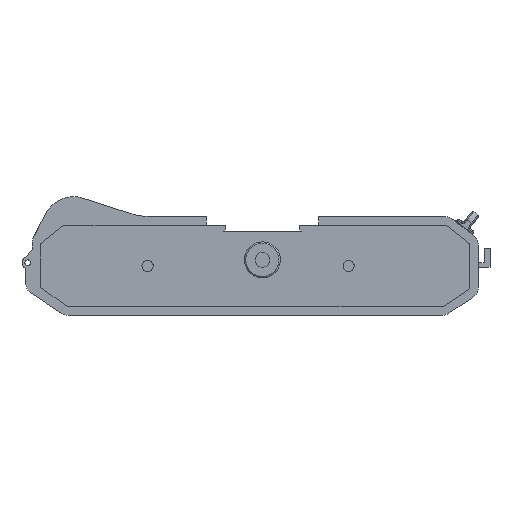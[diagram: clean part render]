
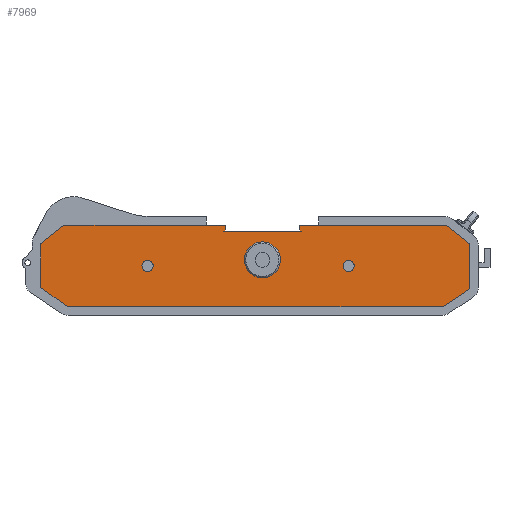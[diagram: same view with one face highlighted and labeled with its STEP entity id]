
A CAD part, front view. The second image highlights one B-rep face of the part: STEP entity #7969.
In plain terms, the highlighted planar face has unit normal (0, -1, 0).
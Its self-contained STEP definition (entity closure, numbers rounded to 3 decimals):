
#77=FACE_BOUND('',#1244,.T.);
#78=FACE_BOUND('',#1245,.T.);
#79=FACE_BOUND('',#1246,.T.);
#380=PLANE('',#8669);
#776=FACE_OUTER_BOUND('',#1243,.T.);
#1243=EDGE_LOOP('',(#6989,#6990,#6991,#6992,#6993,#6994,#6995,#6996,#6997,
#6998,#6999,#7000));
#1244=EDGE_LOOP('',(#7001));
#1245=EDGE_LOOP('',(#7002));
#1246=EDGE_LOOP('',(#7003));
#1546=CIRCLE('',#8534,1.94);
#1547=CIRCLE('',#8536,1.94);
#1600=CIRCLE('',#8670,6.25);
#2233=LINE('',#13719,#2968);
#2242=LINE('',#13749,#2977);
#2245=LINE('',#13755,#2980);
#2248=LINE('',#13761,#2983);
#2251=LINE('',#13767,#2986);
#2254=LINE('',#13773,#2989);
#2257=LINE('',#13779,#2992);
#2260=LINE('',#13785,#2995);
#2263=LINE('',#13791,#2998);
#2266=LINE('',#13797,#3001);
#2267=LINE('',#13799,#3002);
#2276=LINE('',#13903,#3011);
#2968=VECTOR('',#10478,10.);
#2977=VECTOR('',#10505,10.);
#2980=VECTOR('',#10510,10.);
#2983=VECTOR('',#10515,10.);
#2986=VECTOR('',#10520,10.);
#2989=VECTOR('',#10525,10.);
#2992=VECTOR('',#10530,10.);
#2995=VECTOR('',#10535,10.);
#2998=VECTOR('',#10540,10.);
#3001=VECTOR('',#10545,10.);
#3002=VECTOR('',#10548,10.);
#3011=VECTOR('',#10601,10.);
#3745=VERTEX_POINT('',#13406);
#3746=VERTEX_POINT('',#13410);
#3845=VERTEX_POINT('',#13715);
#3847=VERTEX_POINT('',#13718);
#3855=VERTEX_POINT('',#13739);
#3859=VERTEX_POINT('',#13747);
#3861=VERTEX_POINT('',#13753);
#3863=VERTEX_POINT('',#13759);
#3865=VERTEX_POINT('',#13765);
#3867=VERTEX_POINT('',#13771);
#3869=VERTEX_POINT('',#13777);
#3871=VERTEX_POINT('',#13783);
#3873=VERTEX_POINT('',#13789);
#3875=VERTEX_POINT('',#13795);
#3895=VERTEX_POINT('',#13940);
#4755=EDGE_CURVE('',#3745,#3745,#1546,.T.);
#4757=EDGE_CURVE('',#3746,#3746,#1547,.T.);
#4911=EDGE_CURVE('',#3847,#3845,#2233,.T.);
#4926=EDGE_CURVE('',#3855,#3859,#2242,.T.);
#4929=EDGE_CURVE('',#3859,#3861,#2245,.T.);
#4932=EDGE_CURVE('',#3861,#3863,#2248,.T.);
#4935=EDGE_CURVE('',#3863,#3865,#2251,.T.);
#4938=EDGE_CURVE('',#3865,#3867,#2254,.T.);
#4941=EDGE_CURVE('',#3867,#3869,#2257,.T.);
#4944=EDGE_CURVE('',#3869,#3871,#2260,.T.);
#4947=EDGE_CURVE('',#3871,#3873,#2263,.T.);
#4950=EDGE_CURVE('',#3873,#3875,#2266,.T.);
#4951=EDGE_CURVE('',#3875,#3847,#2267,.T.);
#4973=EDGE_CURVE('',#3845,#3855,#2276,.T.);
#4991=EDGE_CURVE('',#3895,#3895,#1600,.T.);
#6989=ORIENTED_EDGE('',*,*,#4941,.T.);
#6990=ORIENTED_EDGE('',*,*,#4944,.T.);
#6991=ORIENTED_EDGE('',*,*,#4947,.T.);
#6992=ORIENTED_EDGE('',*,*,#4950,.T.);
#6993=ORIENTED_EDGE('',*,*,#4951,.T.);
#6994=ORIENTED_EDGE('',*,*,#4911,.T.);
#6995=ORIENTED_EDGE('',*,*,#4973,.T.);
#6996=ORIENTED_EDGE('',*,*,#4926,.T.);
#6997=ORIENTED_EDGE('',*,*,#4929,.T.);
#6998=ORIENTED_EDGE('',*,*,#4932,.T.);
#6999=ORIENTED_EDGE('',*,*,#4935,.T.);
#7000=ORIENTED_EDGE('',*,*,#4938,.T.);
#7001=ORIENTED_EDGE('',*,*,#4755,.T.);
#7002=ORIENTED_EDGE('',*,*,#4757,.T.);
#7003=ORIENTED_EDGE('',*,*,#4991,.F.);
#7969=ADVANCED_FACE('',(#776,#77,#78,#79),#380,.T.);
#8534=AXIS2_PLACEMENT_3D('',#13407,#10185,#10186);
#8536=AXIS2_PLACEMENT_3D('',#13411,#10190,#10191);
#8669=AXIS2_PLACEMENT_3D('',#13939,#10635,#10636);
#8670=AXIS2_PLACEMENT_3D('',#13941,#10637,#10638);
#10185=DIRECTION('center_axis',(0.,1.,0.));
#10186=DIRECTION('ref_axis',(1.,0.,0.));
#10190=DIRECTION('center_axis',(0.,1.,0.));
#10191=DIRECTION('ref_axis',(1.,0.,0.));
#10478=DIRECTION('',(0.,0.,-1.));
#10505=DIRECTION('',(0.,0.,1.));
#10510=DIRECTION('',(-1.,0.,0.));
#10515=DIRECTION('',(-0.781,0.,-0.625));
#10520=DIRECTION('',(0.,0.,-1.));
#10525=DIRECTION('',(0.81,0.,-0.587));
#10530=DIRECTION('',(1.,0.,0.));
#10535=DIRECTION('',(0.832,0.,0.555));
#10540=DIRECTION('',(0.,0.,1.));
#10545=DIRECTION('',(-0.781,0.,0.625));
#10548=DIRECTION('',(-1.,0.,0.));
#10601=DIRECTION('',(-1.,0.,0.));
#10635=DIRECTION('center_axis',(0.,-1.,0.));
#10636=DIRECTION('ref_axis',(0.,0.,-1.));
#10637=DIRECTION('center_axis',(0.,-1.,0.));
#10638=DIRECTION('ref_axis',(1.,0.,0.));
#13406=CARTESIAN_POINT('',(27.961,-37.5,14.875));
#13407=CARTESIAN_POINT('Origin',(29.901,-37.5,14.875));
#13410=CARTESIAN_POINT('',(-41.841,-37.5,14.875));
#13411=CARTESIAN_POINT('Origin',(-39.901,-37.5,14.875));
#13715=CARTESIAN_POINT('',(12.879,-37.5,27.));
#13718=CARTESIAN_POINT('',(12.879,-37.5,29.));
#13719=CARTESIAN_POINT('',(12.879,-37.5,27.));
#13739=CARTESIAN_POINT('',(-12.879,-37.5,27.));
#13747=CARTESIAN_POINT('',(-12.879,-37.5,29.));
#13749=CARTESIAN_POINT('',(-12.879,-37.5,27.));
#13753=CARTESIAN_POINT('',(-68.948,-37.5,29.));
#13755=CARTESIAN_POINT('',(58.948,-37.5,29.));
#13759=CARTESIAN_POINT('',(-77.,-37.5,22.558));
#13761=CARTESIAN_POINT('',(-68.948,-37.5,29.));
#13765=CARTESIAN_POINT('',(-77.,-37.5,7.442));
#13767=CARTESIAN_POINT('',(-77.,-37.5,22.558));
#13771=CARTESIAN_POINT('',(-67.773,-37.5,0.75));
#13773=CARTESIAN_POINT('',(-77.,-37.5,7.442));
#13777=CARTESIAN_POINT('',(62.773,-37.5,0.75));
#13779=CARTESIAN_POINT('',(-62.773,-37.5,0.75));
#13783=CARTESIAN_POINT('',(72.,-37.5,6.901));
#13785=CARTESIAN_POINT('',(62.773,-37.5,0.75));
#13789=CARTESIAN_POINT('',(72.,-37.5,22.558));
#13791=CARTESIAN_POINT('',(72.,-37.5,6.901));
#13795=CARTESIAN_POINT('',(63.948,-37.5,29.));
#13797=CARTESIAN_POINT('',(72.,-37.5,22.558));
#13799=CARTESIAN_POINT('',(63.948,-37.5,29.));
#13903=CARTESIAN_POINT('',(-2.5,-37.5,27.));
#13939=CARTESIAN_POINT('Origin',(0.,-37.5,14.875));
#13940=CARTESIAN_POINT('',(-6.273,-37.5,17.007));
#13941=CARTESIAN_POINT('Origin',(-0.023,-37.5,17.007));
